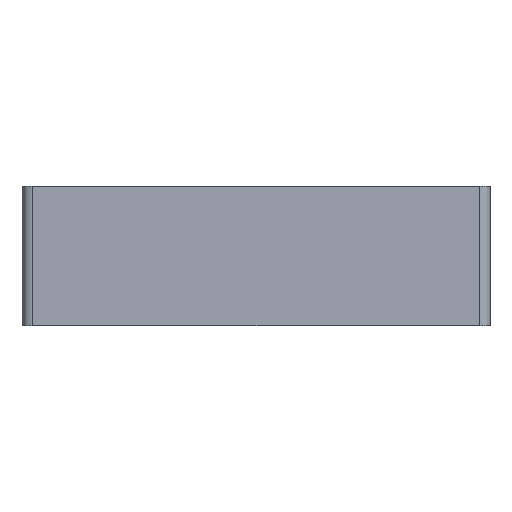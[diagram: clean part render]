
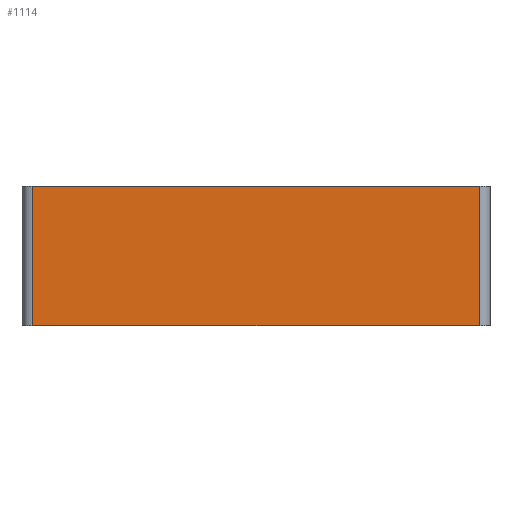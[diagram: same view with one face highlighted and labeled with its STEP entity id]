
A CAD part, front view. The second image highlights one B-rep face of the part: STEP entity #1114.
In plain terms, the highlighted planar face has unit normal (0, -1, 0).
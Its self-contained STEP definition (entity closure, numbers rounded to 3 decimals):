
#56=PLANE('',#1249);
#111=FACE_OUTER_BOUND('',#185,.T.);
#185=EDGE_LOOP('',(#1016,#1017,#1018,#1019));
#191=LINE('',#1608,#287);
#272=LINE('',#1881,#368);
#282=LINE('',#1909,#378);
#283=LINE('',#1911,#379);
#287=VECTOR('',#1267,10.);
#368=VECTOR('',#1546,10.);
#378=VECTOR('',#1584,10.);
#379=VECTOR('',#1587,10.);
#449=VERTEX_POINT('',#1605);
#450=VERTEX_POINT('',#1607);
#542=VERTEX_POINT('',#1878);
#543=VERTEX_POINT('',#1880);
#554=EDGE_CURVE('',#449,#450,#191,.T.);
#691=EDGE_CURVE('',#543,#542,#272,.T.);
#706=EDGE_CURVE('',#542,#450,#282,.T.);
#707=EDGE_CURVE('',#543,#449,#283,.T.);
#1016=ORIENTED_EDGE('',*,*,#691,.T.);
#1017=ORIENTED_EDGE('',*,*,#706,.T.);
#1018=ORIENTED_EDGE('',*,*,#554,.F.);
#1019=ORIENTED_EDGE('',*,*,#707,.F.);
#1114=ADVANCED_FACE('',(#111),#56,.T.);
#1249=AXIS2_PLACEMENT_3D('',#1910,#1585,#1586);
#1267=DIRECTION('',(1.,0.,0.));
#1546=DIRECTION('',(1.,0.,0.));
#1584=DIRECTION('',(0.,0.,1.));
#1585=DIRECTION('center_axis',(0.,-1.,0.));
#1586=DIRECTION('ref_axis',(1.,0.,0.));
#1587=DIRECTION('',(0.,0.,1.));
#1605=CARTESIAN_POINT('',(-83.1,-55.6,52.));
#1607=CARTESIAN_POINT('',(83.1,-55.6,52.));
#1608=CARTESIAN_POINT('',(-83.1,-55.6,52.));
#1878=CARTESIAN_POINT('',(83.1,-55.6,0.));
#1880=CARTESIAN_POINT('',(-83.1,-55.6,0.));
#1881=CARTESIAN_POINT('',(-83.1,-55.6,0.));
#1909=CARTESIAN_POINT('',(83.1,-55.6,0.));
#1910=CARTESIAN_POINT('Origin',(-83.1,-55.6,0.));
#1911=CARTESIAN_POINT('',(-83.1,-55.6,0.));
